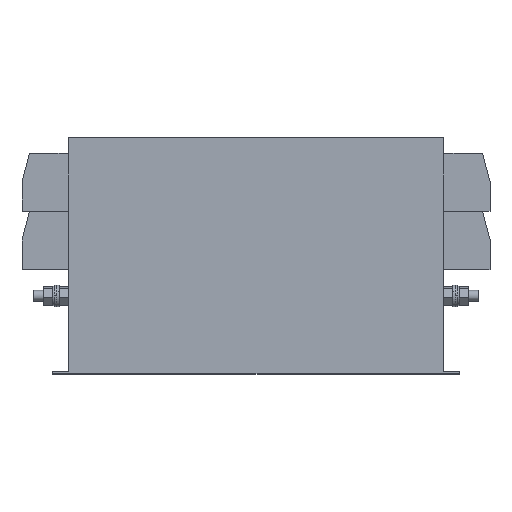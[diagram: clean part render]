
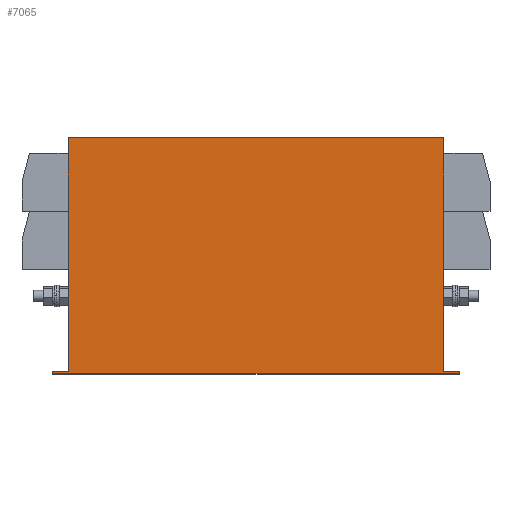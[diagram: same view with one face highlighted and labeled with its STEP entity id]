
A CAD part, top view. The second image highlights one B-rep face of the part: STEP entity #7065.
In plain terms, the highlighted planar face has unit normal (0, 0, 1).
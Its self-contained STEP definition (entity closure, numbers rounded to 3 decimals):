
#1868 = DIRECTION ( 'NONE',  ( 0., 0., -1. ) ) ;
#2371 = ORIENTED_EDGE ( 'NONE', *, *, #16545, .T. ) ;
#2442 = VERTEX_POINT ( 'NONE', #13657 ) ;
#2955 = LINE ( 'NONE', #4713, #28743 ) ;
#3294 = EDGE_CURVE ( 'Defeature ausgef�hrt2_8+Defeature ausgef�hrt2_3+Defeature ausgef�hrt2_11+Defeature ausgef�hrt2_9', #9751, #18133, #19345, .T. ) ;
#4435 = EDGE_CURVE ( 'Defeature ausgef�hrt2_12+Defeature ausgef�hrt2_8+Defeature ausgef�hrt2_13+Defeature ausgef�hrt2_9', #9378, #11347, #2955, .T. ) ;
#4541 = EDGE_LOOP ( 'NONE', ( #16623, #7276, #21228, #18818, #9437, #2371, #32872, #29996 ) ) ;
#4713 = CARTESIAN_POINT ( 'NONE',  ( 189.5, -108., 45.002 ) ) ;
#4730 = CARTESIAN_POINT ( 'NONE',  ( 175., 110., 45.002 ) ) ;
#5308 = DIRECTION ( 'NONE',  ( -1., 0., 0. ) ) ;
#5756 = LINE ( 'NONE', #29109, #34363 ) ;
#6839 = AXIS2_PLACEMENT_3D ( 'NONE', #34474, #1868, #25973 ) ;
#7065 = ADVANCED_FACE ( 'Defeature ausgef�hrt2_8', ( #38389 ), #10630, .F. ) ;
#7118 = EDGE_CURVE ( 'Defeature ausgef�hrt2_8+Defeature ausgef�hrt2_7+Defeature ausgef�hrt2_0+Defeature ausgef�hrt2_1', #10019, #2442, #8354, .T. ) ;
#7276 = ORIENTED_EDGE ( 'NONE', *, *, #4435, .F. ) ;
#7740 = DIRECTION ( 'NONE',  ( -1., 0., 0. ) ) ;
#8089 = CARTESIAN_POINT ( 'NONE',  ( 175., 110., 45.002 ) ) ;
#8354 = LINE ( 'NONE', #4730, #10675 ) ;
#9378 = VERTEX_POINT ( 'NONE', #37223 ) ;
#9416 = DIRECTION ( 'NONE',  ( -1., 0., 0. ) ) ;
#9437 = ORIENTED_EDGE ( 'NONE', *, *, #7118, .T. ) ;
#9589 = DIRECTION ( 'NONE',  ( -1., 0., 0. ) ) ;
#9751 = VERTEX_POINT ( 'NONE', #30249 ) ;
#10019 = VERTEX_POINT ( 'NONE', #8089 ) ;
#10623 = VECTOR ( 'NONE', #5308, 1000. ) ;
#10630 = PLANE ( 'NONE',  #6839 ) ;
#10675 = VECTOR ( 'NONE', #7740, 1000. ) ;
#10970 = CARTESIAN_POINT ( 'NONE',  ( -175., -108., 45.002 ) ) ;
#11347 = VERTEX_POINT ( 'NONE', #15099 ) ;
#11880 = EDGE_CURVE ( 'Defeature ausgef�hrt2_0+Defeature ausgef�hrt2_8+Defeature ausgef�hrt2_7+Defeature ausgef�hrt2_13', #10019, #32717, #5756, .T. ) ;
#12015 = VECTOR ( 'NONE', #19215, 1000. ) ;
#12540 = LINE ( 'NONE', #34670, #12015 ) ;
#13657 = CARTESIAN_POINT ( 'NONE',  ( -175., 110., 45.002 ) ) ;
#15099 = CARTESIAN_POINT ( 'NONE',  ( 189.5, -110., 45.002 ) ) ;
#16024 = VERTEX_POINT ( 'NONE', #10970 ) ;
#16227 = CARTESIAN_POINT ( 'NONE',  ( 175., -108., 45.002 ) ) ;
#16545 = EDGE_CURVE ( 'Defeature ausgef�hrt2_8+Defeature ausgef�hrt2_1+Defeature ausgef�hrt2_7+Defeature ausgef�hrt2_11', #2442, #16024, #12540, .T. ) ;
#16623 = ORIENTED_EDGE ( 'NONE', *, *, #18511, .F. ) ;
#17021 = VECTOR ( 'NONE', #27130, 1000. ) ;
#18133 = VERTEX_POINT ( 'NONE', #24087 ) ;
#18510 = CARTESIAN_POINT ( 'NONE',  ( -189.5, -108., 45.002 ) ) ;
#18511 = EDGE_CURVE ( 'Defeature ausgef�hrt2_9+Defeature ausgef�hrt2_8+Defeature ausgef�hrt2_12+Defeature ausgef�hrt2_3', #11347, #18133, #34522, .T. ) ;
#18818 = ORIENTED_EDGE ( 'NONE', *, *, #11880, .F. ) ;
#19215 = DIRECTION ( 'NONE',  ( 0., -1., 0. ) ) ;
#19345 = LINE ( 'NONE', #29868, #17021 ) ;
#21228 = ORIENTED_EDGE ( 'NONE', *, *, #29309, .T. ) ;
#23044 = CARTESIAN_POINT ( 'NONE',  ( 175., -110., 45.002 ) ) ;
#24087 = CARTESIAN_POINT ( 'NONE',  ( -189.5, -110., 45.002 ) ) ;
#25311 = LINE ( 'NONE', #30772, #33694 ) ;
#25690 = DIRECTION ( 'NONE',  ( 0., -1., 0. ) ) ;
#25973 = DIRECTION ( 'NONE',  ( 0., 1., 0. ) ) ;
#27130 = DIRECTION ( 'NONE',  ( 0., -1., 0. ) ) ;
#27262 = EDGE_CURVE ( 'Defeature ausgef�hrt2_8+Defeature ausgef�hrt2_11+Defeature ausgef�hrt2_1+Defeature ausgef�hrt2_3', #16024, #9751, #25311, .T. ) ;
#28743 = VECTOR ( 'NONE', #25690, 1000. ) ;
#29109 = CARTESIAN_POINT ( 'NONE',  ( 175., 110., 45.002 ) ) ;
#29309 = EDGE_CURVE ( 'Defeature ausgef�hrt2_8+Defeature ausgef�hrt2_13+Defeature ausgef�hrt2_12+Defeature ausgef�hrt2_0', #9378, #32717, #33522, .T. ) ;
#29868 = CARTESIAN_POINT ( 'NONE',  ( -189.5, -108., 45.002 ) ) ;
#29996 = ORIENTED_EDGE ( 'NONE', *, *, #3294, .T. ) ;
#30249 = CARTESIAN_POINT ( 'NONE',  ( -189.5, -108., 45.002 ) ) ;
#30772 = CARTESIAN_POINT ( 'NONE',  ( -189.5, -108., 45.002 ) ) ;
#31664 = VECTOR ( 'NONE', #9589, 1000. ) ;
#32717 = VERTEX_POINT ( 'NONE', #16227 ) ;
#32872 = ORIENTED_EDGE ( 'NONE', *, *, #27262, .T. ) ;
#33522 = LINE ( 'NONE', #18510, #31664 ) ;
#33694 = VECTOR ( 'NONE', #9416, 1000. ) ;
#34363 = VECTOR ( 'NONE', #35516, 1000. ) ;
#34474 = CARTESIAN_POINT ( 'NONE',  ( 175., 110., 45.002 ) ) ;
#34522 = LINE ( 'NONE', #23044, #10623 ) ;
#34670 = CARTESIAN_POINT ( 'NONE',  ( -175., 110., 45.002 ) ) ;
#35516 = DIRECTION ( 'NONE',  ( 0., -1., 0. ) ) ;
#37223 = CARTESIAN_POINT ( 'NONE',  ( 189.5, -108., 45.002 ) ) ;
#38389 = FACE_OUTER_BOUND ( 'NONE', #4541, .T. ) ;
